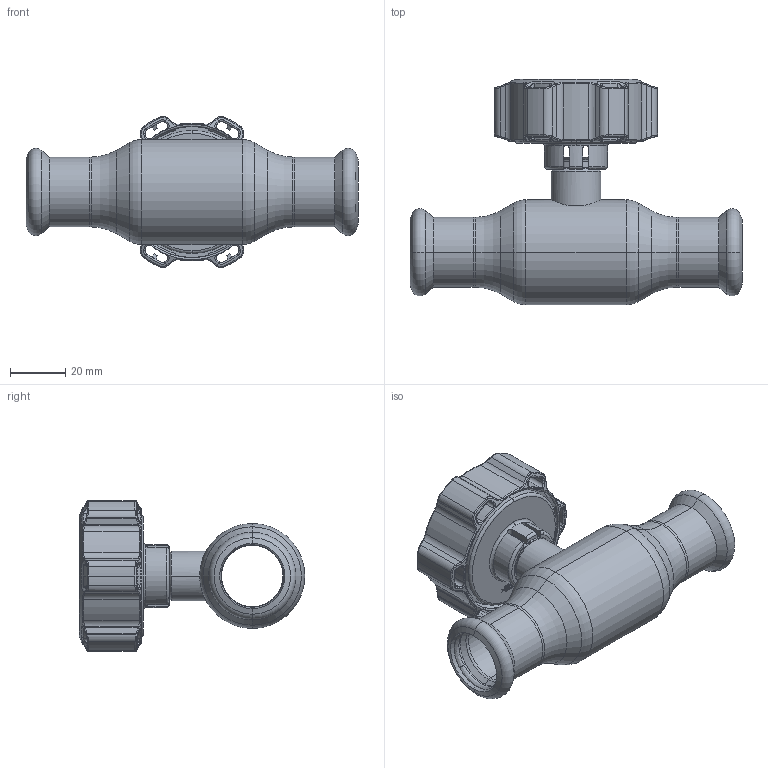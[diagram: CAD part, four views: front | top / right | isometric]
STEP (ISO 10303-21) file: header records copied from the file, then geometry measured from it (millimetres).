
FILE_DESCRIPTION (( 'STEP AP214' ), '1' );
FILE_NAME ('1020000100-1200.step', '2024-01-15T11:12:24', ( '' ), ( '' ), 'SwSTEP 2.0', 'SolidWorks 2021', '' );
FILE_SCHEMA (( 'AUTOMOTIVE_DESIGN' ));
Length unit declared in the file: millimetre
Products named in the file (1): 1020000100-1200
Bounding box: 120.1 x 81.6 x 54.57 mm (x, y, z)
Surface area: 32199.3 mm2 (no closed solid volume)
Topology: 0 solids, 10 shells, 528 faces, 1616 edges, 1062 vertices
Faces by surface type: bspline 179, cylinder 124, plane 88, torus 79, cone 58
Entity records: 33697 total; most frequent: CARTESIAN_POINT 15254, ORIENTED_EDGE 2799, DIRECTION 2186, EDGE_CURVE 1612, VERTEX_POINT 1062, AXIS2_PLACEMENT_3D 878, B_SPLINE_CURVE_WITH_KNOTS 624, EDGE_LOOP 559
